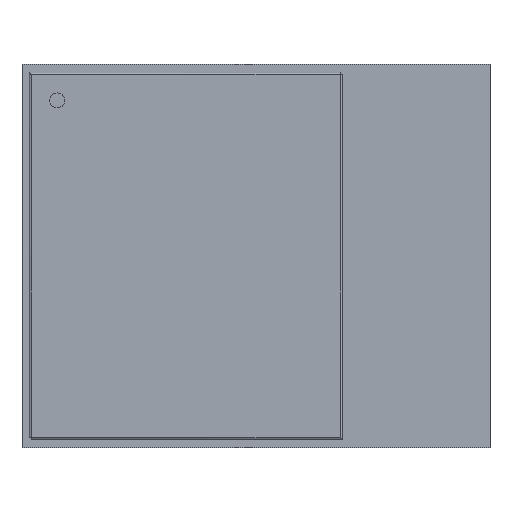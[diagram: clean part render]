
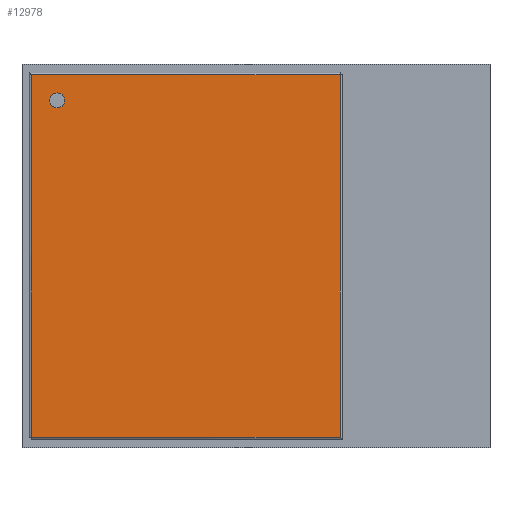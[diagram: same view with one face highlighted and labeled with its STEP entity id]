
A CAD part, top view. The second image highlights one B-rep face of the part: STEP entity #12978.
In plain terms, the highlighted face is planar.
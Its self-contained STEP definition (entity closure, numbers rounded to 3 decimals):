
#12322=CARTESIAN_POINT('',(8.25,1.4,9.685));
#12327=CARTESIAN_POINT('',(-6.87,1.4,-8.305));
#12328=DIRECTION('',(0.,-1.,0.));
#12329=DIRECTION('',(1.,0.,0.));
#12330=AXIS2_PLACEMENT_3D('',#12327,#12328,#12329);
#12335=CARTESIAN_POINT('',(-6.87,1.4,-8.305));
#12336=DIRECTION('',(0.,-1.,0.));
#12337=DIRECTION('',(-1.,0.,0.));
#12338=AXIS2_PLACEMENT_3D('',#12335,#12336,#12337);
#12343=DIRECTION('',(0.,0.,1.));
#12344=VECTOR('',#12343,19.37);
#12345=CARTESIAN_POINT('',(-8.25,1.4,-9.685));
#12346=LINE('',#12345,#12344);
#12350=DIRECTION('',(-1.,0.,0.));
#12351=VECTOR('',#12350,16.5);
#12352=CARTESIAN_POINT('',(8.25,1.4,-9.685));
#12353=LINE('',#12352,#12351);
#12357=DIRECTION('',(0.,0.,-1.));
#12358=VECTOR('',#12357,19.37);
#12359=CARTESIAN_POINT('',(8.25,1.4,9.685));
#12360=LINE('',#12359,#12358);
#12364=DIRECTION('',(1.,0.,0.));
#12365=VECTOR('',#12364,16.5);
#12366=CARTESIAN_POINT('',(-8.25,1.4,9.685));
#12367=LINE('',#12366,#12365);
#12678=CARTESIAN_POINT('',(-8.25,1.4,-9.685));
#12691=VERTEX_POINT('',#12678);
#12692=VERTEX_POINT('',#12322);
#12709=CARTESIAN_POINT('',(-6.47,1.4,-8.305));
#12710=CARTESIAN_POINT('',(-7.27,1.4,-8.305));
#12711=VERTEX_POINT('',#12709);
#12712=VERTEX_POINT('',#12710);
#12747=CARTESIAN_POINT('',(8.25,1.4,-9.685));
#12748=VERTEX_POINT('',#12747);
#12756=CARTESIAN_POINT('',(-8.25,1.4,9.685));
#12758=VERTEX_POINT('',#12756);
#12958=CARTESIAN_POINT('',(0.,1.4,0.));
#12959=DIRECTION('',(0.,1.,0.));
#12960=DIRECTION('',(1.,0.,0.));
#12961=AXIS2_PLACEMENT_3D('',#12958,#12959,#12960);
#12962=PLANE('',#12961);
#12964=ORIENTED_EDGE('',*,*,#12963,.F.);
#12966=ORIENTED_EDGE('',*,*,#12965,.F.);
#12968=ORIENTED_EDGE('',*,*,#12967,.F.);
#12969=ORIENTED_EDGE('',*,*,#12949,.F.);
#12970=EDGE_LOOP('',(#12964,#12966,#12968,#12969));
#12971=FACE_OUTER_BOUND('',#12970,.F.);
#12973=ORIENTED_EDGE('',*,*,#12972,.F.);
#12975=ORIENTED_EDGE('',*,*,#12974,.F.);
#12976=EDGE_LOOP('',(#12973,#12975));
#12977=FACE_BOUND('',#12976,.F.);
#12331=CIRCLE('',#12330,0.4);
#12339=CIRCLE('',#12338,0.4);
#12949=EDGE_CURVE('',#12758,#12692,#12367,.T.);
#12963=EDGE_CURVE('',#12691,#12758,#12346,.T.);
#12965=EDGE_CURVE('',#12748,#12691,#12353,.T.);
#12967=EDGE_CURVE('',#12692,#12748,#12360,.T.);
#12972=EDGE_CURVE('',#12711,#12712,#12331,.T.);
#12974=EDGE_CURVE('',#12712,#12711,#12339,.T.);
#12978=ADVANCED_FACE('',(#12971,#12977),#12962,.T.);
